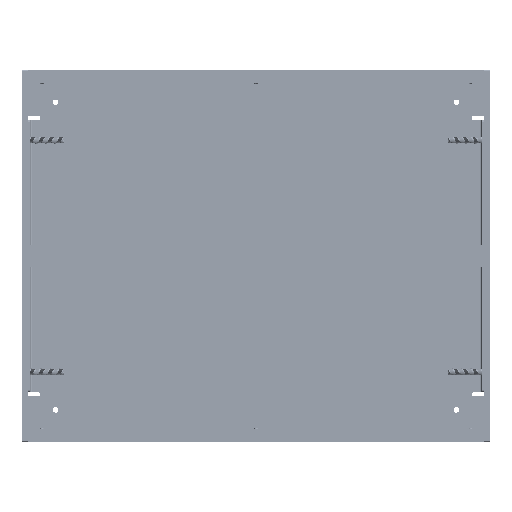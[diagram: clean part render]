
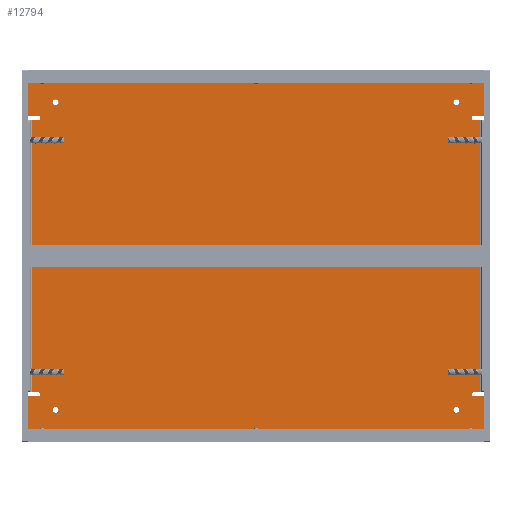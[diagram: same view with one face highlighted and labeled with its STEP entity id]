
A CAD part, top view. The second image highlights one B-rep face of the part: STEP entity #12794.
In plain terms, the highlighted planar face has unit normal (0, 0, 1).
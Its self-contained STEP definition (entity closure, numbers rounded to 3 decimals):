
#1224=FACE_BOUND('',#2807,.T.);
#1225=FACE_BOUND('',#2808,.T.);
#1226=FACE_BOUND('',#2809,.T.);
#1227=FACE_BOUND('',#2810,.T.);
#1377=PLANE('',#13853);
#2047=FACE_OUTER_BOUND('',#2806,.T.);
#2806=EDGE_LOOP('',(#11295,#11296,#11297,#11298,#11299,#11300,#11301,#11302,
#11303,#11304,#11305,#11306,#11307,#11308,#11309,#11310,#11311,#11312,#11313,
#11314));
#2807=EDGE_LOOP('',(#11315));
#2808=EDGE_LOOP('',(#11316));
#2809=EDGE_LOOP('',(#11317));
#2810=EDGE_LOOP('',(#11318));
#3500=LINE('',#55150,#4236);
#3507=LINE('',#55173,#4243);
#3511=LINE('',#55184,#4247);
#3515=LINE('',#55194,#4251);
#3518=LINE('',#55201,#4254);
#3519=LINE('',#55204,#4255);
#3528=LINE('',#55229,#4264);
#3541=LINE('',#55276,#4277);
#3550=LINE('',#55303,#4286);
#3558=LINE('',#55324,#4294);
#3560=LINE('',#55332,#4296);
#3561=LINE('',#55335,#4297);
#3562=LINE('',#55336,#4298);
#3563=LINE('',#55338,#4299);
#3564=LINE('',#55340,#4300);
#3565=LINE('',#55341,#4301);
#4236=VECTOR('',#16146,10.);
#4243=VECTOR('',#16171,10.);
#4247=VECTOR('',#16179,10.);
#4251=VECTOR('',#16193,10.);
#4254=VECTOR('',#16200,10.);
#4255=VECTOR('',#16203,10.);
#4264=VECTOR('',#16222,10.);
#4277=VECTOR('',#16263,10.);
#4286=VECTOR('',#16286,10.);
#4294=VECTOR('',#16310,10.);
#4296=VECTOR('',#16322,10.);
#4297=VECTOR('',#16325,10.);
#4298=VECTOR('',#16326,10.);
#4299=VECTOR('',#16327,10.);
#4300=VECTOR('',#16328,10.);
#4301=VECTOR('',#16329,10.);
#4535=CIRCLE('',#13797,1.5);
#4541=CIRCLE('',#13808,1.5);
#4561=CIRCLE('',#13842,1.5);
#4565=CIRCLE('',#13850,1.5);
#4566=CIRCLE('',#13854,2.25);
#4567=CIRCLE('',#13855,2.25);
#4568=CIRCLE('',#13856,2.25);
#4569=CIRCLE('',#13857,2.25);
#5725=VERTEX_POINT('',#55147);
#5726=VERTEX_POINT('',#55149);
#5727=VERTEX_POINT('',#55153);
#5732=VERTEX_POINT('',#55170);
#5733=VERTEX_POINT('',#55172);
#5736=VERTEX_POINT('',#55180);
#5738=VERTEX_POINT('',#55183);
#5741=VERTEX_POINT('',#55199);
#5742=VERTEX_POINT('',#55203);
#5753=VERTEX_POINT('',#55227);
#5772=VERTEX_POINT('',#55273);
#5773=VERTEX_POINT('',#55275);
#5783=VERTEX_POINT('',#55300);
#5784=VERTEX_POINT('',#55302);
#5788=VERTEX_POINT('',#55321);
#5789=VERTEX_POINT('',#55323);
#5790=VERTEX_POINT('',#55327);
#5791=VERTEX_POINT('',#55334);
#5792=VERTEX_POINT('',#55337);
#5793=VERTEX_POINT('',#55339);
#5794=VERTEX_POINT('',#55342);
#5795=VERTEX_POINT('',#55344);
#5796=VERTEX_POINT('',#55346);
#5797=VERTEX_POINT('',#55348);
#7556=EDGE_CURVE('',#5726,#5725,#3500,.T.);
#7558=EDGE_CURVE('',#5727,#5725,#4535,.T.);
#7568=EDGE_CURVE('',#5732,#5733,#3507,.T.);
#7573=EDGE_CURVE('',#5738,#5736,#3511,.T.);
#7577=EDGE_CURVE('',#5733,#5736,#4541,.T.);
#7579=EDGE_CURVE('',#5726,#5732,#3515,.T.);
#7582=EDGE_CURVE('',#5727,#5741,#3518,.T.);
#7583=EDGE_CURVE('',#5738,#5742,#3519,.T.);
#7596=EDGE_CURVE('',#5753,#5741,#3528,.T.);
#7619=EDGE_CURVE('',#5773,#5772,#3541,.T.);
#7632=EDGE_CURVE('',#5783,#5784,#3550,.T.);
#7635=EDGE_CURVE('',#5784,#5772,#4561,.T.);
#7644=EDGE_CURVE('',#5789,#5788,#3558,.T.);
#7646=EDGE_CURVE('',#5790,#5788,#4565,.T.);
#7648=EDGE_CURVE('',#5789,#5783,#3560,.T.);
#7649=EDGE_CURVE('',#5791,#5753,#3561,.T.);
#7650=EDGE_CURVE('',#5773,#5791,#3562,.T.);
#7651=EDGE_CURVE('',#5790,#5792,#3563,.T.);
#7652=EDGE_CURVE('',#5793,#5792,#3564,.T.);
#7653=EDGE_CURVE('',#5742,#5793,#3565,.T.);
#7654=EDGE_CURVE('',#5794,#5794,#4566,.T.);
#7655=EDGE_CURVE('',#5795,#5795,#4567,.T.);
#7656=EDGE_CURVE('',#5796,#5796,#4568,.T.);
#7657=EDGE_CURVE('',#5797,#5797,#4569,.T.);
#11295=ORIENTED_EDGE('',*,*,#7579,.F.);
#11296=ORIENTED_EDGE('',*,*,#7556,.T.);
#11297=ORIENTED_EDGE('',*,*,#7558,.F.);
#11298=ORIENTED_EDGE('',*,*,#7582,.T.);
#11299=ORIENTED_EDGE('',*,*,#7596,.F.);
#11300=ORIENTED_EDGE('',*,*,#7649,.F.);
#11301=ORIENTED_EDGE('',*,*,#7650,.F.);
#11302=ORIENTED_EDGE('',*,*,#7619,.T.);
#11303=ORIENTED_EDGE('',*,*,#7635,.F.);
#11304=ORIENTED_EDGE('',*,*,#7632,.F.);
#11305=ORIENTED_EDGE('',*,*,#7648,.F.);
#11306=ORIENTED_EDGE('',*,*,#7644,.T.);
#11307=ORIENTED_EDGE('',*,*,#7646,.F.);
#11308=ORIENTED_EDGE('',*,*,#7651,.T.);
#11309=ORIENTED_EDGE('',*,*,#7652,.F.);
#11310=ORIENTED_EDGE('',*,*,#7653,.F.);
#11311=ORIENTED_EDGE('',*,*,#7583,.F.);
#11312=ORIENTED_EDGE('',*,*,#7573,.T.);
#11313=ORIENTED_EDGE('',*,*,#7577,.F.);
#11314=ORIENTED_EDGE('',*,*,#7568,.F.);
#11315=ORIENTED_EDGE('',*,*,#7654,.T.);
#11316=ORIENTED_EDGE('',*,*,#7655,.T.);
#11317=ORIENTED_EDGE('',*,*,#7656,.T.);
#11318=ORIENTED_EDGE('',*,*,#7657,.T.);
#12794=ADVANCED_FACE('',(#2047,#1224,#1225,#1226,#1227),#1377,.T.);
#13797=AXIS2_PLACEMENT_3D('',#55154,#16151,#16152);
#13808=AXIS2_PLACEMENT_3D('',#55190,#16186,#16187);
#13842=AXIS2_PLACEMENT_3D('',#55307,#16292,#16293);
#13850=AXIS2_PLACEMENT_3D('',#55328,#16315,#16316);
#13853=AXIS2_PLACEMENT_3D('',#55333,#16323,#16324);
#13854=AXIS2_PLACEMENT_3D('',#55343,#16330,#16331);
#13855=AXIS2_PLACEMENT_3D('',#55345,#16332,#16333);
#13856=AXIS2_PLACEMENT_3D('',#55347,#16334,#16335);
#13857=AXIS2_PLACEMENT_3D('',#55349,#16336,#16337);
#16146=DIRECTION('',(-1.,0.,0.));
#16151=DIRECTION('center_axis',(0.,0.,1.));
#16152=DIRECTION('ref_axis',(-0.707,0.707,0.));
#16171=DIRECTION('',(-1.,0.,0.));
#16179=DIRECTION('',(-1.,0.,0.));
#16186=DIRECTION('center_axis',(0.,0.,1.));
#16187=DIRECTION('ref_axis',(-0.707,0.707,0.));
#16193=DIRECTION('',(0.,-1.,0.));
#16200=DIRECTION('',(1.,0.,0.));
#16203=DIRECTION('',(0.,-1.,0.));
#16222=DIRECTION('',(0.,-1.,0.));
#16263=DIRECTION('',(1.,0.,0.));
#16286=DIRECTION('',(1.,0.,0.));
#16292=DIRECTION('center_axis',(0.,0.,1.));
#16293=DIRECTION('ref_axis',(0.707,-0.707,0.));
#16310=DIRECTION('',(1.,0.,0.));
#16315=DIRECTION('center_axis',(0.,0.,1.));
#16316=DIRECTION('ref_axis',(0.707,-0.707,0.));
#16322=DIRECTION('',(0.,1.,0.));
#16323=DIRECTION('center_axis',(0.,0.,1.));
#16324=DIRECTION('ref_axis',(0.,-1.,0.));
#16325=DIRECTION('',(1.,0.,0.));
#16326=DIRECTION('',(0.,1.,0.));
#16327=DIRECTION('',(-1.,0.,0.));
#16328=DIRECTION('',(0.,1.,0.));
#16329=DIRECTION('',(-1.,0.,0.));
#16330=DIRECTION('center_axis',(0.,0.,-1.));
#16331=DIRECTION('ref_axis',(-1.,0.,0.));
#16332=DIRECTION('center_axis',(0.,0.,-1.));
#16333=DIRECTION('ref_axis',(-1.,0.,0.));
#16334=DIRECTION('center_axis',(0.,0.,-1.));
#16335=DIRECTION('ref_axis',(-1.,0.,0.));
#16336=DIRECTION('center_axis',(0.,0.,-1.));
#16337=DIRECTION('ref_axis',(-1.,0.,0.));
#55147=CARTESIAN_POINT('',(155.5,97.,0.));
#55149=CARTESIAN_POINT('',(160.,97.,0.));
#55150=CARTESIAN_POINT('',(161.,97.,0.));
#55153=CARTESIAN_POINT('',(155.5,100.,0.));
#55154=CARTESIAN_POINT('Origin',(155.5,98.5,0.));
#55170=CARTESIAN_POINT('',(160.,-97.,0.));
#55172=CARTESIAN_POINT('',(155.5,-97.,0.));
#55173=CARTESIAN_POINT('',(161.,-97.,0.));
#55180=CARTESIAN_POINT('',(155.5,-100.,0.));
#55183=CARTESIAN_POINT('',(163.,-100.,0.));
#55184=CARTESIAN_POINT('',(77.,-100.,0.));
#55190=CARTESIAN_POINT('Origin',(155.5,-98.5,0.));
#55194=CARTESIAN_POINT('',(160.,16.875,0.));
#55199=CARTESIAN_POINT('',(163.,100.,0.));
#55201=CARTESIAN_POINT('',(81.5,100.,0.));
#55203=CARTESIAN_POINT('',(163.,-129.75,0.));
#55204=CARTESIAN_POINT('',(163.,-130.75,0.));
#55227=CARTESIAN_POINT('',(163.,129.75,0.));
#55229=CARTESIAN_POINT('',(163.,-130.75,0.));
#55273=CARTESIAN_POINT('',(-155.5,100.,0.));
#55275=CARTESIAN_POINT('',(-163.,100.,0.));
#55276=CARTESIAN_POINT('',(-81.5,100.,0.));
#55300=CARTESIAN_POINT('',(-160.,97.,0.));
#55302=CARTESIAN_POINT('',(-155.5,97.,0.));
#55303=CARTESIAN_POINT('',(-161.,97.,0.));
#55307=CARTESIAN_POINT('Origin',(-155.5,98.5,0.));
#55321=CARTESIAN_POINT('',(-155.5,-97.,0.));
#55323=CARTESIAN_POINT('',(-160.,-97.,0.));
#55324=CARTESIAN_POINT('',(-161.,-97.,0.));
#55327=CARTESIAN_POINT('',(-155.5,-100.,0.));
#55328=CARTESIAN_POINT('Origin',(-155.5,-98.5,0.));
#55332=CARTESIAN_POINT('',(-160.,16.875,0.));
#55333=CARTESIAN_POINT('Origin',(0.,130.75,0.));
#55334=CARTESIAN_POINT('',(-163.,129.75,0.));
#55335=CARTESIAN_POINT('',(0.,129.75,0.));
#55336=CARTESIAN_POINT('',(-163.,-130.75,0.));
#55337=CARTESIAN_POINT('',(-163.,-100.,0.));
#55338=CARTESIAN_POINT('',(-77.,-100.,0.));
#55339=CARTESIAN_POINT('',(-163.,-129.75,0.));
#55340=CARTESIAN_POINT('',(-163.,-130.75,0.));
#55341=CARTESIAN_POINT('',(0.,-129.75,0.));
#55342=CARTESIAN_POINT('',(145.25,109.75,0.));
#55343=CARTESIAN_POINT('Origin',(143.,109.75,0.));
#55344=CARTESIAN_POINT('',(-140.75,-109.75,0.));
#55345=CARTESIAN_POINT('Origin',(-143.,-109.75,0.));
#55346=CARTESIAN_POINT('',(145.25,-109.75,0.));
#55347=CARTESIAN_POINT('Origin',(143.,-109.75,0.));
#55348=CARTESIAN_POINT('',(-140.75,109.75,0.));
#55349=CARTESIAN_POINT('Origin',(-143.,109.75,0.));
